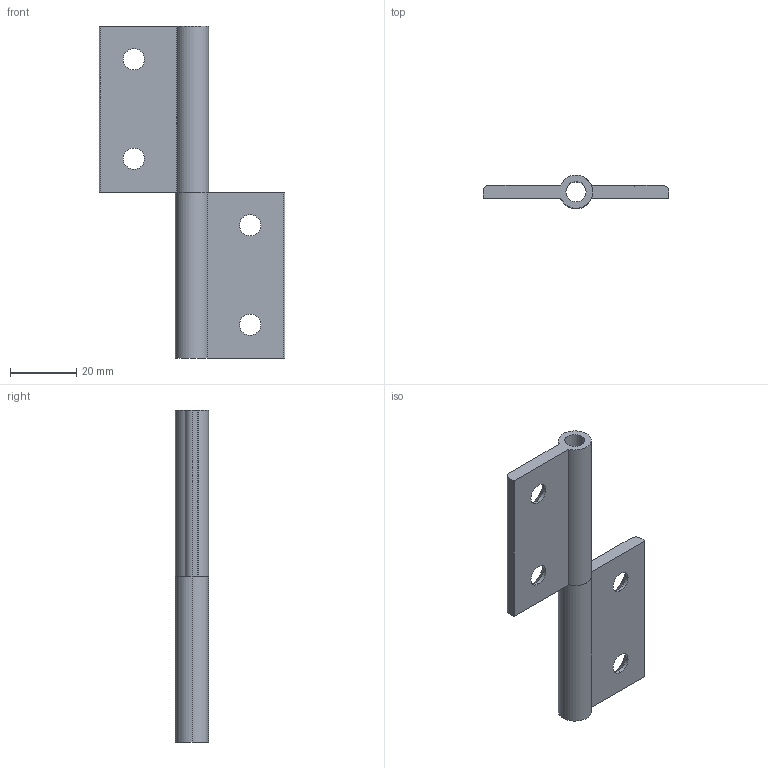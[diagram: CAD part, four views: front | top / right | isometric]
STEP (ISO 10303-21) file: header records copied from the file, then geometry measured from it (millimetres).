
FILE_DESCRIPTION (( 'STEP AP214' ), '1' );
FILE_NAME ('095ai25.STEP', '2014-08-14T10:15:40', ( '' ), ( '' ), 'SwSTEP 2.0', 'SolidWorks 2014', '' );
FILE_SCHEMA (( 'AUTOMOTIVE_DESIGN' ));
Length unit declared in the file: millimetre
Products named in the file (2): 095ai25_095 ai 25; 095ai25
Assembly tree (2 placements, depth 2):
  095ai25
    095ai25_095 ai 25  x2
Bounding box: 56 x 9.99 x 100 mm (x, y, z)
Volume: 13106.7 mm3; surface area: 10173.2 mm2
Topology: 2 solids, 2 shells, 52 faces, 140 edges, 88 vertices
Faces by surface type: plane 24, cylinder 20, cone 8
Entity records: 908 total; most frequent: CARTESIAN_POINT 169, DIRECTION 148, ORIENTED_EDGE 140, EDGE_CURVE 70, AXIS2_PLACEMENT_3D 55, VERTEX_POINT 44, LINE 38, VECTOR 38
